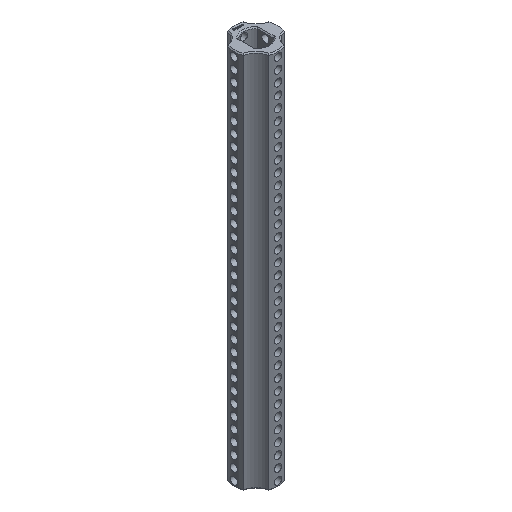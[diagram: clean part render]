
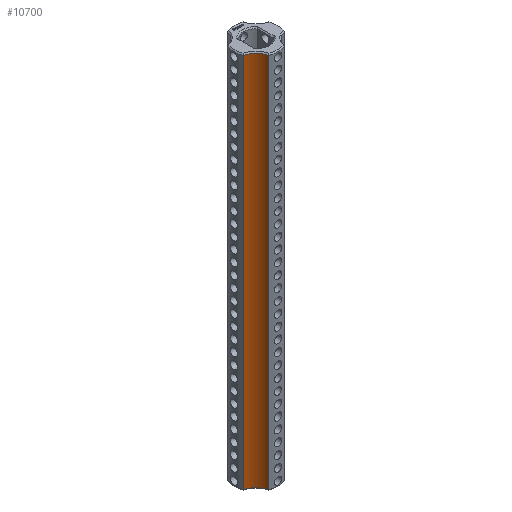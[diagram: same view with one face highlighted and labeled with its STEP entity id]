
A CAD part, isometric view. The second image highlights one B-rep face of the part: STEP entity #10700.
In plain terms, the highlighted cylindrical face has radius 5 mm (diameter 10 mm), a partial arc.
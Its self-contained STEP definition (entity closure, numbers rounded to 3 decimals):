
#3581 = EDGE_CURVE('',#3582,#3584,#3586,.T.);
#3582 = VERTEX_POINT('',#3583);
#3583 = CARTESIAN_POINT('',(-2.225,-5.841,0.3));
#3584 = VERTEX_POINT('',#3585);
#3585 = CARTESIAN_POINT('',(-2.225,-5.841,105.95));
#3586 = LINE('',#3587,#3588);
#3587 = CARTESIAN_POINT('',(-2.225,-5.841,0.));
#3588 = VECTOR('',#3589,1.);
#3589 = DIRECTION('',(0.,0.,1.));
#10700 = ADVANCED_FACE('',(#10701),#10728,.F.);
#10701 = FACE_BOUND('',#10702,.T.);
#10702 = EDGE_LOOP('',(#10703,#10704,#10713,#10721));
#10703 = ORIENTED_EDGE('',*,*,#3581,.T.);
#10704 = ORIENTED_EDGE('',*,*,#10705,.T.);
#10705 = EDGE_CURVE('',#3584,#10706,#10708,.T.);
#10706 = VERTEX_POINT('',#10707);
#10707 = CARTESIAN_POINT('',(-5.841,-2.225,105.95));
#10708 = CIRCLE('',#10709,5.);
#10709 = AXIS2_PLACEMENT_3D('',#10710,#10711,#10712);
#10710 = CARTESIAN_POINT('',(-7.071,-7.071,105.95));
#10711 = DIRECTION('',(0.,-0.,1.));
#10712 = DIRECTION('',(0.969,0.246,0.));
#10713 = ORIENTED_EDGE('',*,*,#10714,.F.);
#10714 = EDGE_CURVE('',#10715,#10706,#10717,.T.);
#10715 = VERTEX_POINT('',#10716);
#10716 = CARTESIAN_POINT('',(-5.841,-2.225,0.3));
#10717 = LINE('',#10718,#10719);
#10718 = CARTESIAN_POINT('',(-5.841,-2.225,0.));
#10719 = VECTOR('',#10720,1.);
#10720 = DIRECTION('',(0.,0.,1.));
#10721 = ORIENTED_EDGE('',*,*,#10722,.F.);
#10722 = EDGE_CURVE('',#3582,#10715,#10723,.T.);
#10723 = CIRCLE('',#10724,5.);
#10724 = AXIS2_PLACEMENT_3D('',#10725,#10726,#10727);
#10725 = CARTESIAN_POINT('',(-7.071,-7.071,0.3));
#10726 = DIRECTION('',(0.,-0.,1.));
#10727 = DIRECTION('',(0.969,0.246,0.));
#10728 = CYLINDRICAL_SURFACE('',#10729,5.);
#10729 = AXIS2_PLACEMENT_3D('',#10730,#10731,#10732);
#10730 = CARTESIAN_POINT('',(-7.071,-7.071,0.));
#10731 = DIRECTION('',(-0.,-0.,-1.));
#10732 = DIRECTION('',(1.,0.,0.));
